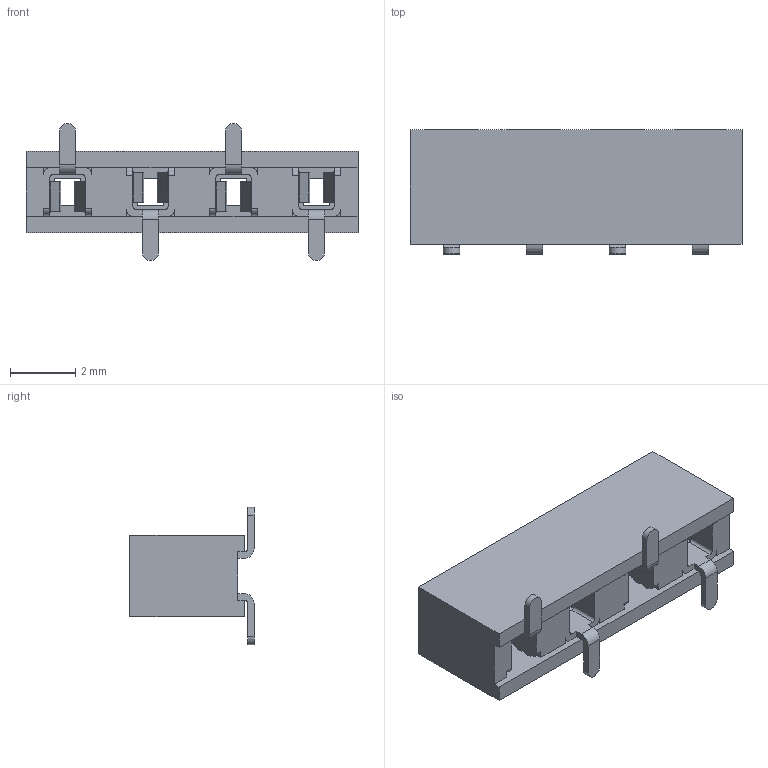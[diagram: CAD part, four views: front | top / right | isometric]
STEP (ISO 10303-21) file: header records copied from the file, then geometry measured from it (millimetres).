
FILE_DESCRIPTION(/* description */ (''),/* implementation_level */ '2;1');
FILE_NAME(/* name */ '46-3492-04-2-xx-00-xx.stp',/* time_stamp */ '2025-10-16T08:38:02+02:00',/* author */ ('andreas.larin'),/* organization */ (''),/* preprocessor_version */ 'ST-DEVELOPER v20',/* originating_system */ 'Autodesk Inventor 2025',/* authorisation */ '');
FILE_SCHEMA (('AUTOMOTIVE_DESIGN { 1 0 10303 214 3 1 1 }'));
Length unit declared in the file: millimetre
Products named in the file (1): 46-3492-04-2-xx-00-xx
Bounding box: 10.16 x 3.8 x 4.2 mm (x, y, z)
Volume: 65.2 mm3; surface area: 257.9 mm2
Topology: 1 solids, 1 shells, 350 faces, 1052 edges, 688 vertices
Faces by surface type: plane 202, cylinder 148
Entity records: 12654 total; most frequent: CARTESIAN_POINT 2475, ORIENTED_EDGE 2120, DIRECTION 2042, EDGE_CURVE 1060, LINE 732, VECTOR 732, VERTEX_POINT 688, AXIS2_PLACEMENT_3D 655
